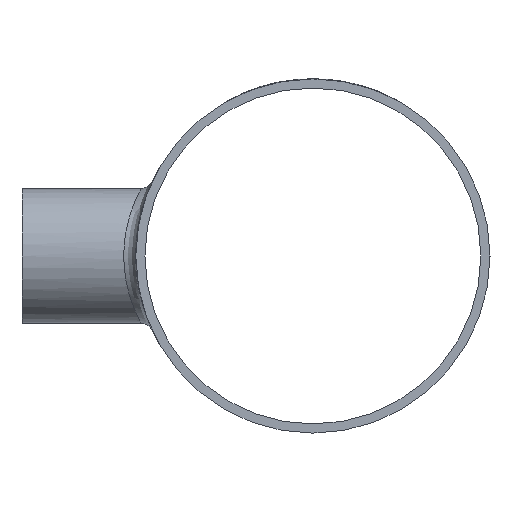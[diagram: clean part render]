
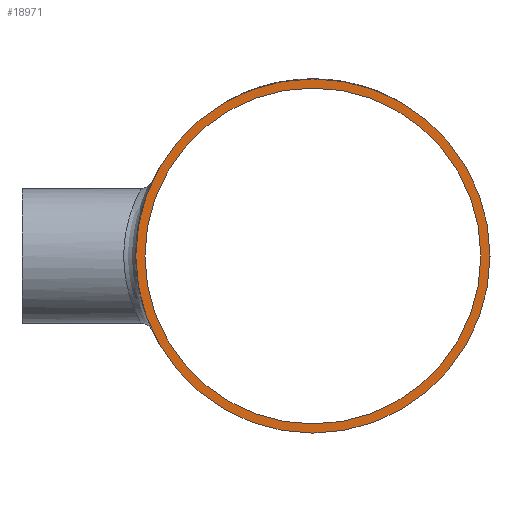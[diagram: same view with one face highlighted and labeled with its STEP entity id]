
A CAD part, left-side view. The second image highlights one B-rep face of the part: STEP entity #18971.
In plain terms, the highlighted planar face has unit normal (-1, 0, 0).
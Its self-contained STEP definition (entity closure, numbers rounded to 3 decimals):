
#1394 = VERTEX_POINT ( 'NONE', #12368 ) ;
#1522 = FACE_OUTER_BOUND ( 'NONE', #3544, .T. ) ;
#2698 = FACE_BOUND ( 'NONE', #19992, .T. ) ;
#2833 = VERTEX_POINT ( 'NONE', #10350 ) ;
#3183 = CARTESIAN_POINT ( 'NONE',  ( -86., 0., 0. ) ) ;
#3544 = EDGE_LOOP ( 'NONE', ( #10005 ) ) ;
#7885 = AXIS2_PLACEMENT_3D ( 'NONE', #3183, #9024, #19967 ) ;
#9024 = DIRECTION ( 'NONE',  ( -1., 0., 0. ) ) ;
#9610 = DIRECTION ( 'NONE',  ( -1., 0., 0. ) ) ;
#10005 = ORIENTED_EDGE ( 'NONE', *, *, #10082, .T. ) ;
#10082 = EDGE_CURVE ( 'NONE', #1394, #1394, #18602, .T. ) ;
#10277 = EDGE_CURVE ( 'NONE', #2833, #2833, #22366, .T. ) ;
#10350 = CARTESIAN_POINT ( 'NONE',  ( -86., 0., 42.15 ) ) ;
#10595 = ORIENTED_EDGE ( 'NONE', *, *, #10277, .F. ) ;
#11391 = CARTESIAN_POINT ( 'NONE',  ( -86., 0., 0. ) ) ;
#12368 = CARTESIAN_POINT ( 'NONE',  ( -86., 0., 44.45 ) ) ;
#14550 = AXIS2_PLACEMENT_3D ( 'NONE', #11391, #9610, #20807 ) ;
#18530 = CARTESIAN_POINT ( 'NONE',  ( -86., 0., 0. ) ) ;
#18602 = CIRCLE ( 'NONE', #14550, 44.45 ) ;
#18613 = DIRECTION ( 'NONE',  ( -1., 0., 0. ) ) ;
#18971 = ADVANCED_FACE ( 'NONE', ( #2698, #1522 ), #22333, .T. ) ;
#19967 = DIRECTION ( 'NONE',  ( 0., 0., 1. ) ) ;
#19992 = EDGE_LOOP ( 'NONE', ( #10595 ) ) ;
#20286 = DIRECTION ( 'NONE',  ( 0., 0., 1. ) ) ;
#20807 = DIRECTION ( 'NONE',  ( 0., 0., 1. ) ) ;
#21958 = AXIS2_PLACEMENT_3D ( 'NONE', #18530, #18613, #20286 ) ;
#22333 = PLANE ( 'NONE',  #21958 ) ;
#22366 = CIRCLE ( 'NONE', #7885, 42.15 ) ;
